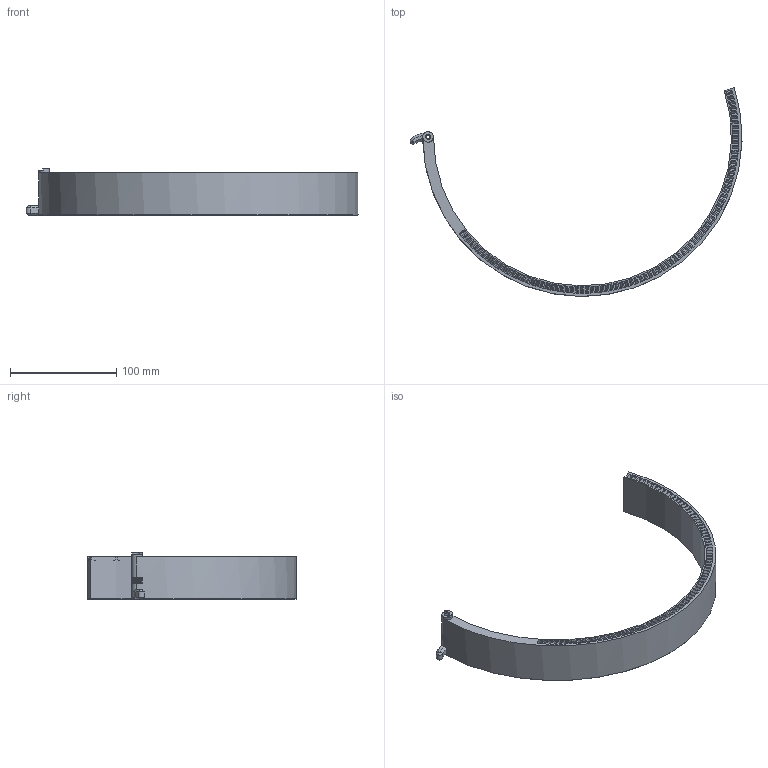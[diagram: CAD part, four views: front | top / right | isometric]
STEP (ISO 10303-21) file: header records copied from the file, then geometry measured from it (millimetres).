
FILE_DESCRIPTION(('FreeCAD Model'),'2;1');
FILE_NAME('Open CASCADE Shape Model','2025-03-17T18:14:23',(''),(''), 'Open CASCADE STEP processor 7.8','FreeCAD','Unknown');
FILE_SCHEMA(('AUTOMOTIVE_DESIGN { 1 0 10303 214 1 1 1 1 }'));
Length unit declared in the file: millimetre
Products named in the file (1): 2-rotor-unibody
Bounding box: 311.94 x 196.35 x 44 mm (x, y, z)
Volume: 197967.9 mm3; surface area: 56561.4 mm2
Topology: 1 solids, 1 shells, 669 faces, 1716 edges, 1146 vertices
Faces by surface type: plane 285, cone 183, bspline 177, cylinder 24
Full cylindrical faces by diameter (mm): 3.4 x8, 4.6 x2, 9.1 x6, 10 x1
Entity records: 20469 total; most frequent: CARTESIAN_POINT 5298, ORIENTED_EDGE 3432, DIRECTION 2592, EDGE_CURVE 1716, VERTEX_POINT 1146, AXIS2_PLACEMENT_3D 929, FACE_BOUND 772, EDGE_LOOP 772
